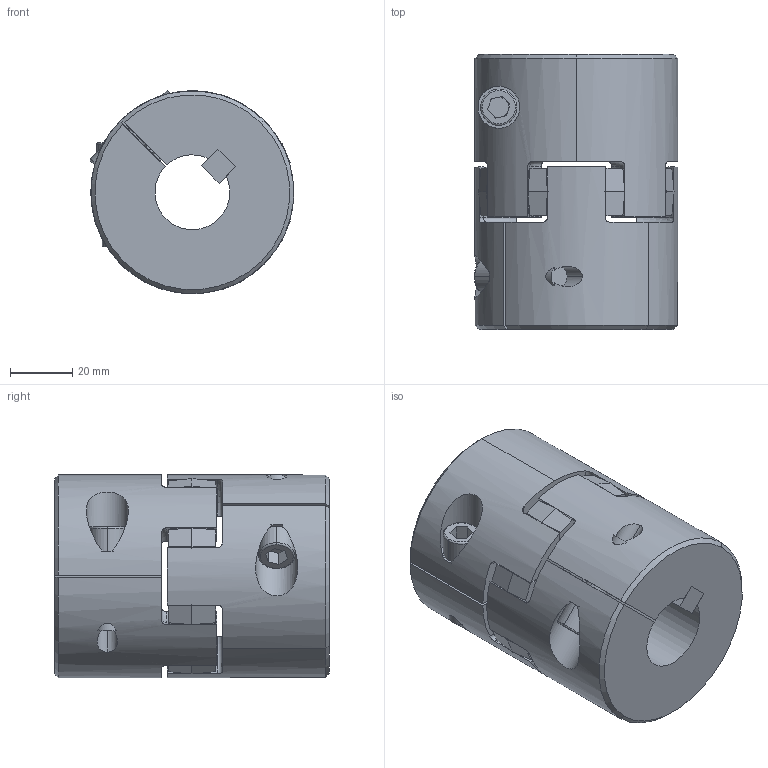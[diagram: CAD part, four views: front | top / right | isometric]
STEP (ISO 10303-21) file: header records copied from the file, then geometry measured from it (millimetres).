
FILE_DESCRIPTION (( 'STEP AP203' ), '1' );
FILE_NAME ('8370.STEP', '2017-04-19T19:42:30', ( 'IT' ), ( 'Microsoft' ), 'SwSTEP 2.0', 'SolidWorks 2017', '' );
FILE_SCHEMA (( 'CONFIG_CONTROL_DESIGN' ));
Length unit declared in the file: inch
Products named in the file (1): 8370
Bounding box: 65.25 x 88.14 x 65.21 mm (x, y, z)
Surface area: 49798.6 mm2 (no closed solid volume)
Topology: 0 solids, 4 shells, 169 faces, 533 edges, 361 vertices
Faces by surface type: plane 58, cylinder 48, cone 39, torus 24
Entity records: 6716 total; most frequent: CARTESIAN_POINT 1952, DIRECTION 1010, ORIENTED_EDGE 910, EDGE_CURVE 533, AXIS2_PLACEMENT_3D 415, VERTEX_POINT 361, CIRCLE 245, EDGE_LOOP 199
